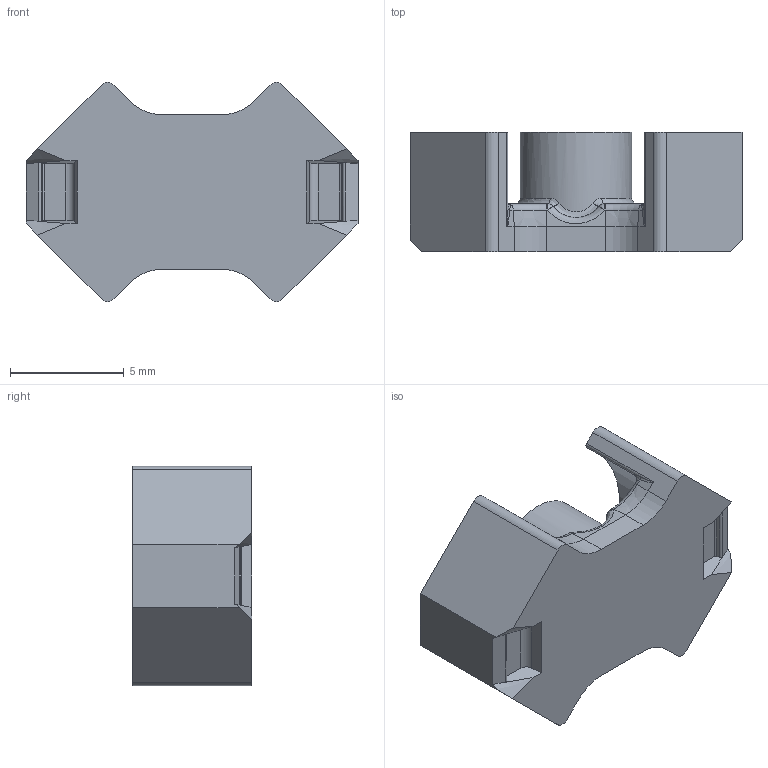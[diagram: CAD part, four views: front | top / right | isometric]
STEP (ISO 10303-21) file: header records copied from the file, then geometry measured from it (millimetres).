
FILE_DESCRIPTION((''),'2;1');
FILE_NAME('C61035-A0031-C097-01-06','2018-04-13T',('ec7121'),(''),'PRO/ENGINEER BY PARAMETRIC TECHNOLOGY CORPORATION, 2014000','PRO/ENGINEER BY PARAMETRIC TECHNOLOGY CORPORATION, 2014000','');
FILE_SCHEMA(('CONFIG_CONTROL_DESIGN'));
Length unit declared in the file: millimetre
Products named in the file (1): C61035-A0031-C097-01-06
Bounding box: 14.6 x 5.25 x 9.64 mm (x, y, z)
Volume: 371.1 mm3; surface area: 491.7 mm2
Topology: 1 solids, 1 shells, 112 faces, 278 edges, 168 vertices
Faces by surface type: plane 36, cylinder 36, bspline 24, torus 8, cone 4, sphere 4
Entity records: 6777 total; most frequent: CARTESIAN_POINT 4249, ORIENTED_EDGE 556, DIRECTION 472, EDGE_CURVE 278, AXIS2_PLACEMENT_3D 170, VERTEX_POINT 168, VECTOR 132, LINE 132
